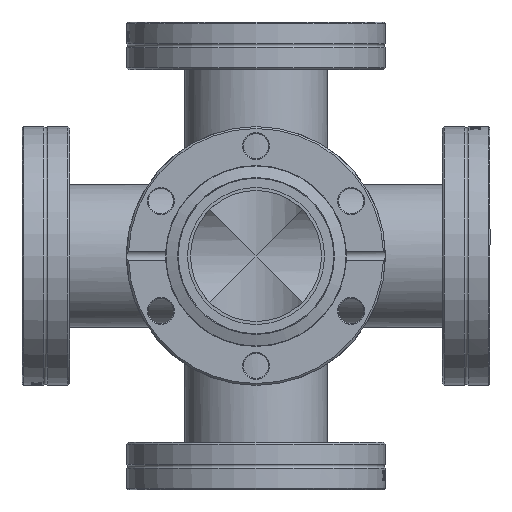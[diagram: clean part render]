
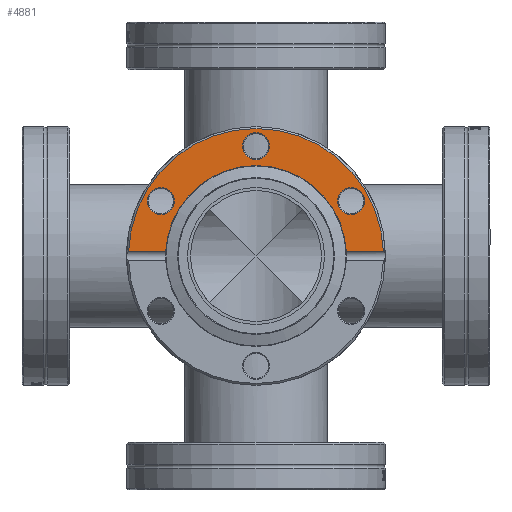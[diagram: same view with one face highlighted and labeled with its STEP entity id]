
A CAD part, left-side view. The second image highlights one B-rep face of the part: STEP entity #4881.
In plain terms, the highlighted face is planar.
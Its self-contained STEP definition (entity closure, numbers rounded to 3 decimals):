
#398=FACE_BOUND('',#1087,.T.);
#399=FACE_BOUND('',#1088,.T.);
#400=FACE_BOUND('',#1089,.T.);
#475=CIRCLE('',#5272,34.05);
#495=CIRCLE('',#5355,24.15);
#496=CIRCLE('',#5356,3.6);
#497=CIRCLE('',#5357,3.6);
#498=CIRCLE('',#5358,3.6);
#798=FACE_OUTER_BOUND('',#1086,.T.);
#1086=EDGE_LOOP('',(#3793,#3794,#3795,#3796));
#1087=EDGE_LOOP('',(#3797));
#1088=EDGE_LOOP('',(#3798));
#1089=EDGE_LOOP('',(#3799));
#1306=LINE('',#7792,#1596);
#1403=LINE('',#9294,#1693);
#1596=VECTOR('',#5882,10.);
#1693=VECTOR('',#6145,10.);
#2047=VERTEX_POINT('',#7782);
#2048=VERTEX_POINT('',#7791);
#2049=VERTEX_POINT('',#7802);
#2143=VERTEX_POINT('',#9293);
#2145=VERTEX_POINT('',#9313);
#2146=VERTEX_POINT('',#9315);
#2147=VERTEX_POINT('',#9317);
#2565=EDGE_CURVE('',#2048,#2047,#1306,.T.);
#2567=EDGE_CURVE('',#2048,#2049,#475,.T.);
#2745=EDGE_CURVE('',#2143,#2049,#1403,.T.);
#2748=EDGE_CURVE('',#2143,#2047,#495,.T.);
#2749=EDGE_CURVE('',#2145,#2145,#496,.T.);
#2750=EDGE_CURVE('',#2146,#2146,#497,.T.);
#2751=EDGE_CURVE('',#2147,#2147,#498,.T.);
#3793=ORIENTED_EDGE('',*,*,#2567,.F.);
#3794=ORIENTED_EDGE('',*,*,#2565,.T.);
#3795=ORIENTED_EDGE('',*,*,#2748,.F.);
#3796=ORIENTED_EDGE('',*,*,#2745,.T.);
#3797=ORIENTED_EDGE('',*,*,#2749,.F.);
#3798=ORIENTED_EDGE('',*,*,#2750,.F.);
#3799=ORIENTED_EDGE('',*,*,#2751,.F.);
#4715=PLANE('',#5354);
#4881=ADVANCED_FACE('',(#798,#398,#399,#400),#4715,.T.);
#5272=AXIS2_PLACEMENT_3D('',#7803,#5885,#5886);
#5354=AXIS2_PLACEMENT_3D('',#9311,#6147,#6148);
#5355=AXIS2_PLACEMENT_3D('',#9312,#6149,#6150);
#5356=AXIS2_PLACEMENT_3D('',#9314,#6151,#6152);
#5357=AXIS2_PLACEMENT_3D('',#9316,#6153,#6154);
#5358=AXIS2_PLACEMENT_3D('',#9318,#6155,#6156);
#5882=DIRECTION('',(-1.,0.,0.));
#5885=DIRECTION('center_axis',(0.,-1.,0.));
#5886=DIRECTION('ref_axis',(-1.,0.,0.));
#6145=DIRECTION('',(-1.,0.,0.));
#6147=DIRECTION('center_axis',(0.,1.,0.));
#6148=DIRECTION('ref_axis',(0.,0.,1.));
#6149=DIRECTION('center_axis',(0.,1.,0.));
#6150=DIRECTION('ref_axis',(1.,0.,0.));
#6151=DIRECTION('center_axis',(0.,1.,0.));
#6152=DIRECTION('ref_axis',(0.5,0.,-0.866));
#6153=DIRECTION('center_axis',(0.,1.,0.));
#6154=DIRECTION('ref_axis',(0.5,0.,0.866));
#6155=DIRECTION('center_axis',(0.,1.,0.));
#6156=DIRECTION('ref_axis',(1.,0.,0.));
#7782=CARTESIAN_POINT('',(24.12,12.7,1.2));
#7791=CARTESIAN_POINT('',(34.029,12.7,1.2));
#7792=CARTESIAN_POINT('',(34.55,12.7,1.2));
#7802=CARTESIAN_POINT('',(-34.029,12.7,1.2));
#7803=CARTESIAN_POINT('Origin',(0.,12.7,0.));
#9293=CARTESIAN_POINT('',(-24.12,12.7,1.2));
#9294=CARTESIAN_POINT('',(34.55,12.7,1.2));
#9311=CARTESIAN_POINT('Origin',(-24.15,12.7,0.));
#9312=CARTESIAN_POINT('Origin',(0.,12.7,0.));
#9313=CARTESIAN_POINT('',(23.618,12.7,17.793));
#9314=CARTESIAN_POINT('Origin',(25.418,12.7,14.675));
#9315=CARTESIAN_POINT('',(-27.218,12.7,11.557));
#9316=CARTESIAN_POINT('Origin',(-25.418,12.7,14.675));
#9317=CARTESIAN_POINT('',(-3.6,12.7,29.35));
#9318=CARTESIAN_POINT('Origin',(0.,12.7,29.35));
